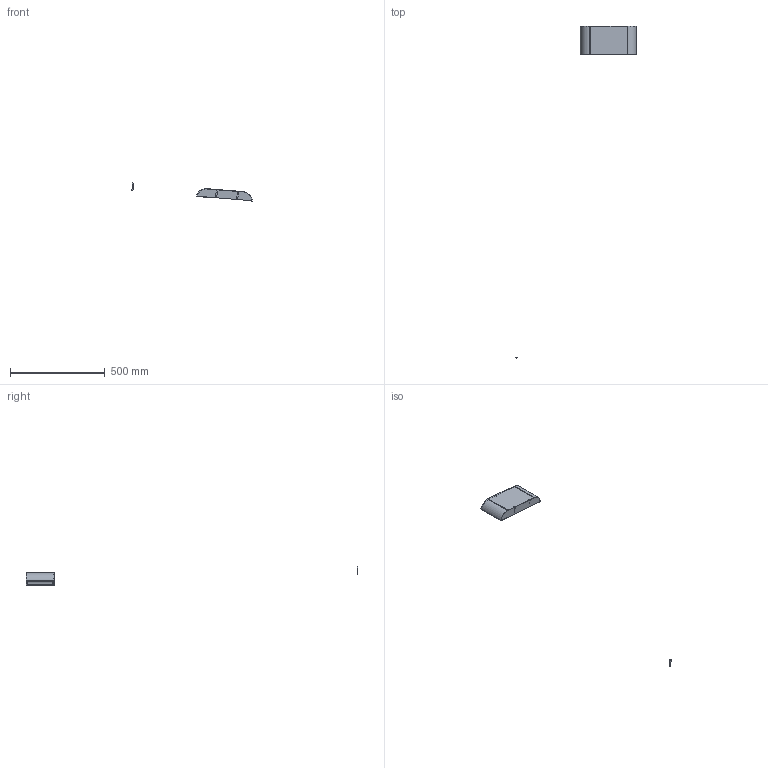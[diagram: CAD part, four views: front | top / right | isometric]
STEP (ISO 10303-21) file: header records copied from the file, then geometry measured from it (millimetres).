
FILE_DESCRIPTION (( 'STEP AP214' ), '1' );
FILE_NAME ('The body..STEP', '2021-05-30T22:08:46', ( '' ), ( '' ), 'SwSTEP 2.0', 'SolidWorks 2020', '' );
FILE_SCHEMA (( 'AUTOMOTIVE_DESIGN' ));
Length unit declared in the file: centimetre
Products named in the file (1): The body.
Bounding box: 634.36 x 1751.06 x 95.8 mm (x, y, z)
Volume: 221355.2 mm3; surface area: 168101.5 mm2
Topology: 3 solids, 3 shells, 48 faces, 128 edges, 84 vertices
Faces by surface type: plane 41, cylinder 7
Entity records: 1532 total; most frequent: CARTESIAN_POINT 261, ORIENTED_EDGE 256, DIRECTION 242, EDGE_CURVE 128, LINE 112, VECTOR 112, VERTEX_POINT 84, AXIS2_PLACEMENT_3D 65
